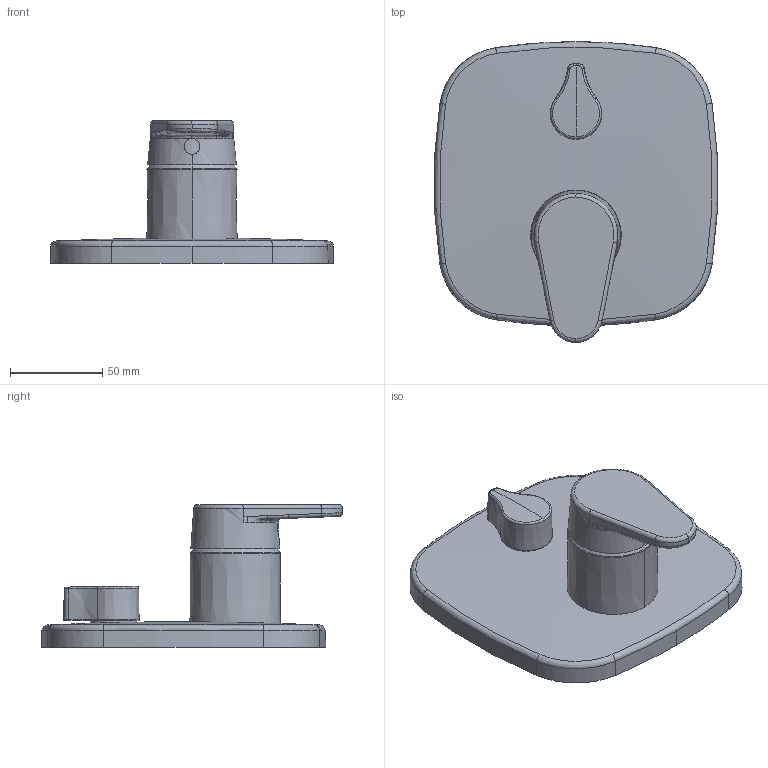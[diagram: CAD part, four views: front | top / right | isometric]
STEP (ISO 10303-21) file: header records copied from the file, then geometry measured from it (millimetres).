
FILE_DESCRIPTION (( 'STEP AP203' ), '1' );
FILE_NAME ('2248C(2017)+80639013.STEP', '2017-05-31T04:50:07', ( '' ), ( '' ), 'SwSTEP 2.0', 'SolidWorks 2016', '' );
FILE_SCHEMA (( 'CONFIG_CONTROL_DESIGN' ));
Length unit declared in the file: millimetre
Products named in the file (1): 2248C(2017)+80639013
Bounding box: 153.27 x 163.09 x 77.4 mm (x, y, z)
Volume: 414638.8 mm3; surface area: 63196.4 mm2
Topology: 1 solids, 1 shells, 84 faces, 203 edges, 125 vertices
Faces by surface type: bspline 42, cone 17, torus 12, plane 6, sphere 4, cylinder 3
Entity records: 7770 total; most frequent: CARTESIAN_POINT 6034, ORIENTED_EDGE 406, DIRECTION 257, EDGE_CURVE 203, VERTEX_POINT 125, AXIS2_PLACEMENT_3D 115, B_SPLINE_CURVE_WITH_KNOTS 99, EDGE_LOOP 88
